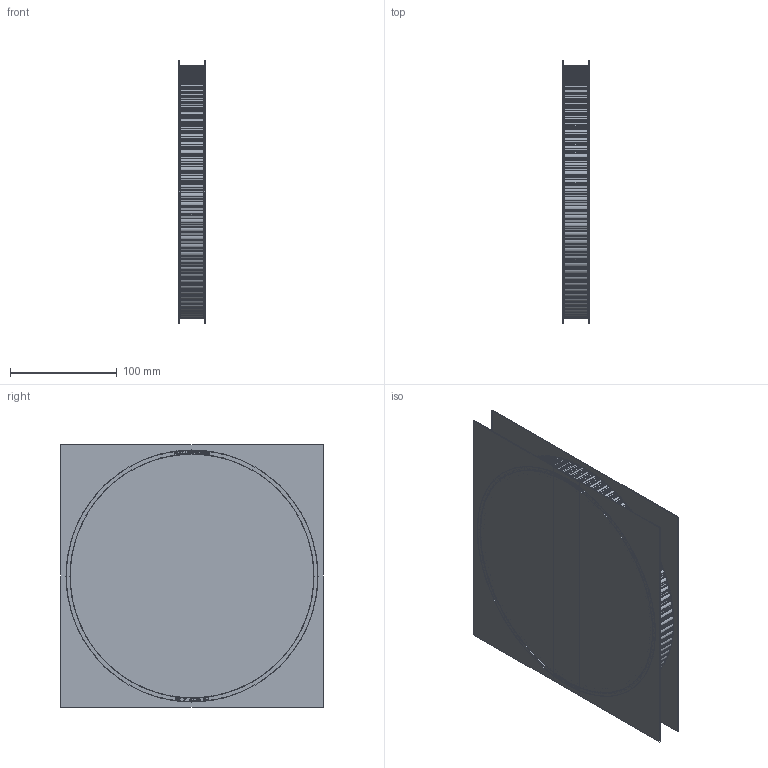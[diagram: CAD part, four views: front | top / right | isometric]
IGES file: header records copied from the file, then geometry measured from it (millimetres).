
Start section:  PTC IGES file: fe8220z25.igs
Global section: file name: fe8220z25.igs; native system: Creo Parametric by Parametric Technology Corporation; preprocessor: 2013150; author: sales 4; organization: Unknown; date: 20140324.142926; units: millimetre
Bounding box: 26 x 245.92 x 245.94 mm (x, y, z)
Volume: 79853.4 mm3; surface area: 1167176.3 mm2
Topology: 91 solids, 91 shells, 6164 faces, 32992 edges, 41808 vertices
Faces by surface type: bspline 3272, revolution 2892
